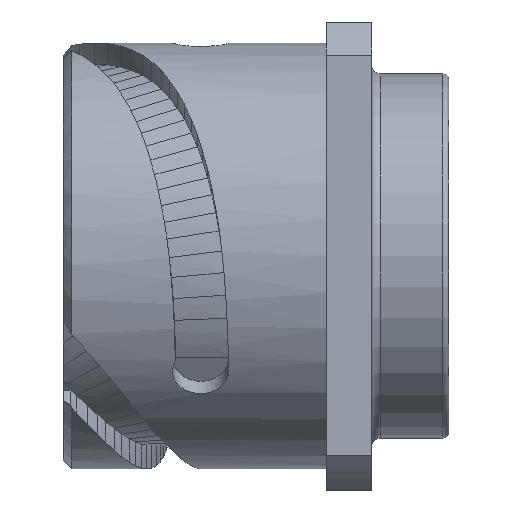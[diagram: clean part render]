
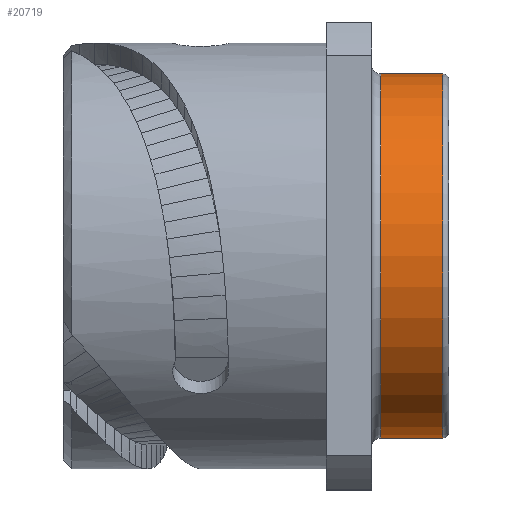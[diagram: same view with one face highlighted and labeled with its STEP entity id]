
A CAD part, top view. The second image highlights one B-rep face of the part: STEP entity #20719.
In plain terms, the highlighted cylindrical face has radius 15.965 mm (diameter 31.93 mm), a partial arc.
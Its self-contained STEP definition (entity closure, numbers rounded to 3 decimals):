
#5272=CARTESIAN_POINT('',(33.3,0.,0.));
#5273=DIRECTION('',(-1.,0.,0.));
#5274=DIRECTION('',(0.,-1.,0.));
#5275=AXIS2_PLACEMENT_3D('',#5272,#5273,#5274);
#5277=CARTESIAN_POINT('',(27.84,0.,0.));
#5278=DIRECTION('',(1.,0.,0.));
#5279=DIRECTION('',(0.,1.,0.));
#5280=AXIS2_PLACEMENT_3D('',#5277,#5278,#5279);
#5297=DIRECTION('',(-1.,0.,0.));
#5298=VECTOR('',#5297,5.46);
#5299=CARTESIAN_POINT('',(33.3,15.965,0.));
#5300=LINE('1554',#5299,#5298);
#5306=DIRECTION('',(-1.,0.,0.));
#5307=VECTOR('',#5306,5.46);
#5308=CARTESIAN_POINT('',(33.3,-15.965,0.));
#5309=LINE('1555',#5308,#5307);
#8745=CARTESIAN_POINT('',(27.84,-15.965,0.));
#8746=CARTESIAN_POINT('',(27.84,15.965,0.));
#8747=VERTEX_POINT('',#8745);
#8748=VERTEX_POINT('',#8746);
#8749=CARTESIAN_POINT('',(33.3,15.965,0.));
#8750=CARTESIAN_POINT('',(33.3,-15.965,0.));
#8751=VERTEX_POINT('',#8749);
#8752=VERTEX_POINT('',#8750);
#20705=CARTESIAN_POINT('',(-1.691,0.,0.));
#20706=DIRECTION('',(1.,0.,0.));
#20707=DIRECTION('',(0.,-1.,0.));
#20708=AXIS2_PLACEMENT_3D('',#20705,#20706,#20707);
#20709=CYLINDRICAL_SURFACE('247',#20708,15.965);
#20711=ORIENTED_EDGE('1552',*,*,#20710,.F.);
#20713=ORIENTED_EDGE('1555',*,*,#20712,.T.);
#20714=ORIENTED_EDGE('1547',*,*,#20692,.F.);
#20716=ORIENTED_EDGE('1554',*,*,#20715,.F.);
#20717=EDGE_LOOP('247',(#20711,#20713,#20714,#20716));
#20718=FACE_OUTER_BOUND('247',#20717,.F.);
#5276=CIRCLE('1552',#5275,15.965);
#5281=CIRCLE('1547',#5280,15.965);
#20692=EDGE_CURVE('1547',#8748,#8747,#5281,.T.);
#20710=EDGE_CURVE('1552',#8752,#8751,#5276,.T.);
#20712=EDGE_CURVE('1555',#8752,#8747,#5309,.T.);
#20715=EDGE_CURVE('1554',#8751,#8748,#5300,.T.);
#20719=ADVANCED_FACE('247',(#20718),#20709,.T.);
